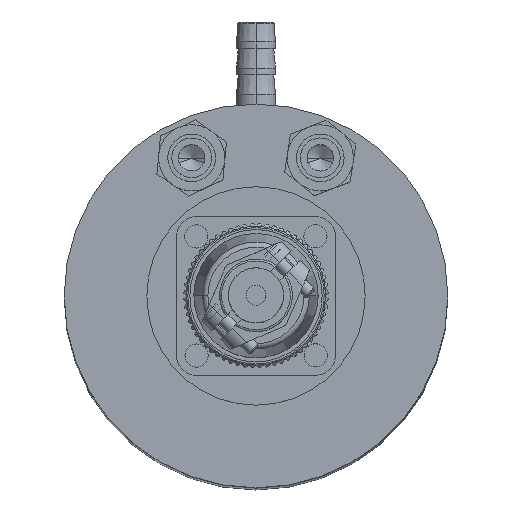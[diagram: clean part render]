
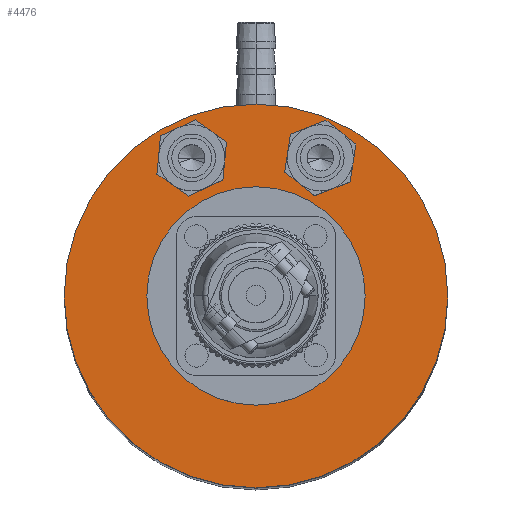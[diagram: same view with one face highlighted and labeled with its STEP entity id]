
A CAD part, top view. The second image highlights one B-rep face of the part: STEP entity #4476.
In plain terms, the highlighted face is planar.
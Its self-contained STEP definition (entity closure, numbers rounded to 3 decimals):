
#1047 = CARTESIAN_POINT ( 'NONE',  ( 2., 0., -29. ) ) ;
#1503 = EDGE_CURVE ( 'NONE', #20374, #23013, #30110, .T. ) ;
#3391 = CIRCLE ( 'NONE', #17055, 16.5 ) ;
#4476 = ADVANCED_FACE ( 'NONE', ( #35519, #5197, #20131, #20600 ), #33604, .F. ) ;
#4482 = DIRECTION ( 'NONE',  ( 0., 0., 1. ) ) ;
#5197 = FACE_BOUND ( 'NONE', #10624, .T. ) ;
#5487 = AXIS2_PLACEMENT_3D ( 'NONE', #17717, #39230, #12186 ) ;
#7267 = VERTEX_POINT ( 'NONE', #18445 ) ;
#7906 = ORIENTED_EDGE ( 'NONE', *, *, #30593, .F. ) ;
#8058 = ORIENTED_EDGE ( 'NONE', *, *, #1503, .F. ) ;
#8399 = CIRCLE ( 'NONE', #21866, 3.4 ) ;
#8884 = ORIENTED_EDGE ( 'NONE', *, *, #22396, .F. ) ;
#9130 = CARTESIAN_POINT ( 'NONE',  ( 2., 20.845, -6.32 ) ) ;
#9413 = DIRECTION ( 'NONE',  ( -1., 0., 0. ) ) ;
#9921 = ORIENTED_EDGE ( 'NONE', *, *, #29290, .F. ) ;
#10596 = CARTESIAN_POINT ( 'NONE',  ( 2., 20.845, 9.72 ) ) ;
#10624 = EDGE_LOOP ( 'NONE', ( #34267, #8884 ) ) ;
#10739 = VERTEX_POINT ( 'NONE', #11876 ) ;
#11876 = CARTESIAN_POINT ( 'NONE',  ( 2., 0., 16.5 ) ) ;
#12080 = DIRECTION ( 'NONE',  ( 0., 0., 1. ) ) ;
#12105 = DIRECTION ( 'NONE',  ( 1., 0., 0. ) ) ;
#12186 = DIRECTION ( 'NONE',  ( 0., 0., 1. ) ) ;
#12289 = CIRCLE ( 'NONE', #26333, 3.4 ) ;
#12343 = DIRECTION ( 'NONE',  ( -1., 0., 0. ) ) ;
#13828 = EDGE_LOOP ( 'NONE', ( #9921, #22609 ) ) ;
#13850 = CARTESIAN_POINT ( 'NONE',  ( 2., 20.845, 13.12 ) ) ;
#14518 = CARTESIAN_POINT ( 'NONE',  ( 2., 20.845, 6.32 ) ) ;
#16137 = CIRCLE ( 'NONE', #21585, 3.4 ) ;
#16650 = AXIS2_PLACEMENT_3D ( 'NONE', #24702, #12105, #36684 ) ;
#16933 = DIRECTION ( 'NONE',  ( 0., 0., 1. ) ) ;
#17055 = AXIS2_PLACEMENT_3D ( 'NONE', #18271, #12343, #12080 ) ;
#17540 = DIRECTION ( 'NONE',  ( 1., 0., 0. ) ) ;
#17717 = CARTESIAN_POINT ( 'NONE',  ( 2., 0., 0. ) ) ;
#17739 = EDGE_CURVE ( 'NONE', #7267, #19589, #12289, .T. ) ;
#18011 = VERTEX_POINT ( 'NONE', #14518 ) ;
#18226 = CIRCLE ( 'NONE', #18278, 29. ) ;
#18271 = CARTESIAN_POINT ( 'NONE',  ( 2., 0., 0. ) ) ;
#18278 = AXIS2_PLACEMENT_3D ( 'NONE', #32718, #17540, #23693 ) ;
#18445 = CARTESIAN_POINT ( 'NONE',  ( 2., 20.845, -13.12 ) ) ;
#18697 = CARTESIAN_POINT ( 'NONE',  ( 2., 0., 0. ) ) ;
#19589 = VERTEX_POINT ( 'NONE', #9130 ) ;
#20131 = FACE_OUTER_BOUND ( 'NONE', #28291, .T. ) ;
#20374 = VERTEX_POINT ( 'NONE', #25979 ) ;
#20600 = FACE_BOUND ( 'NONE', #34594, .T. ) ;
#21585 = AXIS2_PLACEMENT_3D ( 'NONE', #32237, #29146, #35569 ) ;
#21866 = AXIS2_PLACEMENT_3D ( 'NONE', #28972, #32068, #4482 ) ;
#22326 = CARTESIAN_POINT ( 'NONE',  ( 2., 20.845, -9.72 ) ) ;
#22396 = EDGE_CURVE ( 'NONE', #18011, #28868, #8399, .T. ) ;
#22609 = ORIENTED_EDGE ( 'NONE', *, *, #17739, .F. ) ;
#22975 = CARTESIAN_POINT ( 'NONE',  ( 2., 0., -16.5 ) ) ;
#23013 = VERTEX_POINT ( 'NONE', #1047 ) ;
#23693 = DIRECTION ( 'NONE',  ( 0., 0., 1. ) ) ;
#23975 = EDGE_CURVE ( 'NONE', #10739, #27061, #3391, .T. ) ;
#24702 = CARTESIAN_POINT ( 'NONE',  ( 2., 29., 0. ) ) ;
#25521 = CIRCLE ( 'NONE', #30008, 3.4 ) ;
#25979 = CARTESIAN_POINT ( 'NONE',  ( 2., 0., 29. ) ) ;
#26333 = AXIS2_PLACEMENT_3D ( 'NONE', #22326, #37783, #31487 ) ;
#26595 = EDGE_CURVE ( 'NONE', #23013, #20374, #18226, .T. ) ;
#27061 = VERTEX_POINT ( 'NONE', #22975 ) ;
#28291 = EDGE_LOOP ( 'NONE', ( #8058, #29670 ) ) ;
#28868 = VERTEX_POINT ( 'NONE', #13850 ) ;
#28972 = CARTESIAN_POINT ( 'NONE',  ( 2., 20.845, 9.72 ) ) ;
#29146 = DIRECTION ( 'NONE',  ( -1., 0., 0. ) ) ;
#29290 = EDGE_CURVE ( 'NONE', #19589, #7267, #16137, .T. ) ;
#29670 = ORIENTED_EDGE ( 'NONE', *, *, #26595, .F. ) ;
#30008 = AXIS2_PLACEMENT_3D ( 'NONE', #10596, #32114, #16933 ) ;
#30110 = CIRCLE ( 'NONE', #5487, 29. ) ;
#30593 = EDGE_CURVE ( 'NONE', #27061, #10739, #38328, .T. ) ;
#30908 = DIRECTION ( 'NONE',  ( 0., 0., 1. ) ) ;
#31487 = DIRECTION ( 'NONE',  ( 0., 0., 1. ) ) ;
#31958 = AXIS2_PLACEMENT_3D ( 'NONE', #18697, #9413, #30908 ) ;
#32068 = DIRECTION ( 'NONE',  ( -1., 0., 0. ) ) ;
#32114 = DIRECTION ( 'NONE',  ( -1., 0., 0. ) ) ;
#32237 = CARTESIAN_POINT ( 'NONE',  ( 2., 20.845, -9.72 ) ) ;
#32718 = CARTESIAN_POINT ( 'NONE',  ( 2., 0., 0. ) ) ;
#33604 = PLANE ( 'NONE',  #16650 ) ;
#33967 = EDGE_CURVE ( 'NONE', #28868, #18011, #25521, .T. ) ;
#34267 = ORIENTED_EDGE ( 'NONE', *, *, #33967, .F. ) ;
#34594 = EDGE_LOOP ( 'NONE', ( #38863, #7906 ) ) ;
#35519 = FACE_BOUND ( 'NONE', #13828, .T. ) ;
#35569 = DIRECTION ( 'NONE',  ( 0., 0., 1. ) ) ;
#36684 = DIRECTION ( 'NONE',  ( 0., 0., -1. ) ) ;
#37783 = DIRECTION ( 'NONE',  ( -1., 0., 0. ) ) ;
#38328 = CIRCLE ( 'NONE', #31958, 16.5 ) ;
#38863 = ORIENTED_EDGE ( 'NONE', *, *, #23975, .F. ) ;
#39230 = DIRECTION ( 'NONE',  ( 1., 0., 0. ) ) ;
